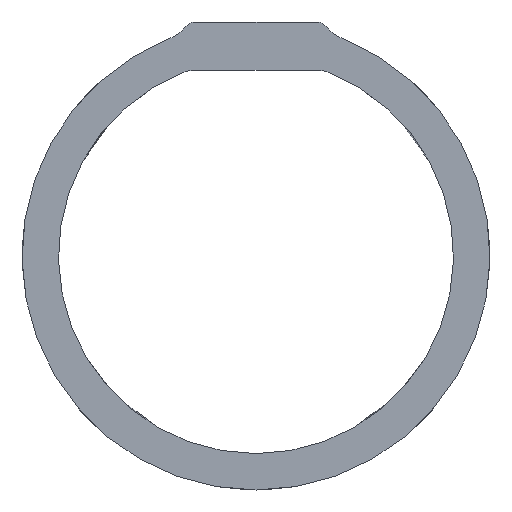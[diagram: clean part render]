
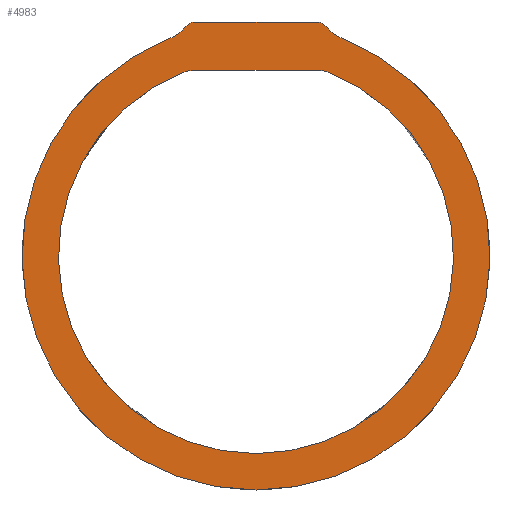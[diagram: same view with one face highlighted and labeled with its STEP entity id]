
A CAD part, front view. The second image highlights one B-rep face of the part: STEP entity #4983.
In plain terms, the highlighted planar face has unit normal (0, -1, 0).
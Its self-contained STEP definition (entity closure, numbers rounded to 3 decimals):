
#2 = AXIS2_PLACEMENT_3D ( 'NONE', #4692, #6170, #303 ) ;
#96 = VERTEX_POINT ( 'NONE', #2294 ) ;
#303 = DIRECTION ( 'NONE',  ( 0., 0., 1. ) ) ;
#328 = DIRECTION ( 'NONE',  ( 0., 1., 0. ) ) ;
#340 = EDGE_LOOP ( 'NONE', ( #6313, #2544, #5291, #3285, #4263, #5180, #842 ) ) ;
#394 = DIRECTION ( 'NONE',  ( 0., 0., 1. ) ) ;
#587 = ORIENTED_EDGE ( 'NONE', *, *, #1128, .T. ) ;
#656 = VERTEX_POINT ( 'NONE', #1155 ) ;
#661 = DIRECTION ( 'NONE',  ( 0., 1., 0. ) ) ;
#692 = VECTOR ( 'NONE', #4454, 1000. ) ;
#749 = CARTESIAN_POINT ( 'NONE',  ( 26.157, 0., 66.006 ) ) ;
#750 = VERTEX_POINT ( 'NONE', #2310 ) ;
#771 = CIRCLE ( 'NONE', #4151, 61. ) ;
#775 = CARTESIAN_POINT ( 'NONE',  ( -15.915, 0., 58. ) ) ;
#842 = ORIENTED_EDGE ( 'NONE', *, *, #4786, .T. ) ;
#932 = ORIENTED_EDGE ( 'NONE', *, *, #5818, .F. ) ;
#1051 = VERTEX_POINT ( 'NONE', #5372 ) ;
#1095 = DIRECTION ( 'NONE',  ( 0., 1., 0. ) ) ;
#1116 = CIRCLE ( 'NONE', #4712, 10. ) ;
#1128 = EDGE_CURVE ( 'NONE', #4683, #3367, #5780, .T. ) ;
#1138 = VERTEX_POINT ( 'NONE', #5975 ) ;
#1155 = CARTESIAN_POINT ( 'NONE',  ( 18.278, 0., 59.848 ) ) ;
#1227 = CARTESIAN_POINT ( 'NONE',  ( -26.157, 0., 66.006 ) ) ;
#1382 = CIRCLE ( 'NONE', #3528, 10. ) ;
#1493 = EDGE_CURVE ( 'NONE', #5622, #656, #5760, .T. ) ;
#1544 = CARTESIAN_POINT ( 'NONE',  ( 15.651, 0., 48.436 ) ) ;
#1647 = DIRECTION ( 'NONE',  ( 0., 1., 0. ) ) ;
#1695 = AXIS2_PLACEMENT_3D ( 'NONE', #4208, #4726, #4689 ) ;
#1707 = CARTESIAN_POINT ( 'NONE',  ( -15.651, 0., 38.436 ) ) ;
#1858 = LINE ( 'NONE', #3849, #5862 ) ;
#1875 = DIRECTION ( 'NONE',  ( 0., 0., 1. ) ) ;
#1927 = LINE ( 'NONE', #5388, #692 ) ;
#2148 = DIRECTION ( 'NONE',  ( 0., 1., 0. ) ) ;
#2154 = DIRECTION ( 'NONE',  ( 0., 0., 1. ) ) ;
#2164 = DIRECTION ( 'NONE',  ( 0., 0., 1. ) ) ;
#2210 = FACE_BOUND ( 'NONE', #6232, .T. ) ;
#2227 = AXIS2_PLACEMENT_3D ( 'NONE', #4723, #328, #2279 ) ;
#2279 = DIRECTION ( 'NONE',  ( 0., 0., 1. ) ) ;
#2294 = CARTESIAN_POINT ( 'NONE',  ( -18.278, 0., 59.848 ) ) ;
#2310 = CARTESIAN_POINT ( 'NONE',  ( 0., 0., -61. ) ) ;
#2340 = AXIS2_PLACEMENT_3D ( 'NONE', #4125, #661, #2164 ) ;
#2507 = ORIENTED_EDGE ( 'NONE', *, *, #5094, .T. ) ;
#2532 = CARTESIAN_POINT ( 'NONE',  ( 0., 0., 0. ) ) ;
#2544 = ORIENTED_EDGE ( 'NONE', *, *, #3818, .T. ) ;
#2570 = AXIS2_PLACEMENT_3D ( 'NONE', #749, #1647, #2154 ) ;
#2618 = CARTESIAN_POINT ( 'NONE',  ( -15.651, 0., 48.436 ) ) ;
#2644 = CIRCLE ( 'NONE', #2340, 51.5 ) ;
#2763 = PLANE ( 'NONE',  #2227 ) ;
#2764 = CIRCLE ( 'NONE', #2, 3. ) ;
#2827 = AXIS2_PLACEMENT_3D ( 'NONE', #4317, #5762, #5214 ) ;
#3027 = VERTEX_POINT ( 'NONE', #2618 ) ;
#3107 = EDGE_CURVE ( 'NONE', #3387, #1138, #1858, .T. ) ;
#3118 = DIRECTION ( 'NONE',  ( 0., 0., 1. ) ) ;
#3220 = CARTESIAN_POINT ( 'NONE',  ( -19.423, 0., 47.697 ) ) ;
#3285 = ORIENTED_EDGE ( 'NONE', *, *, #3481, .F. ) ;
#3332 = CIRCLE ( 'NONE', #1695, 10. ) ;
#3367 = VERTEX_POINT ( 'NONE', #3220 ) ;
#3387 = VERTEX_POINT ( 'NONE', #6046 ) ;
#3481 = EDGE_CURVE ( 'NONE', #750, #1051, #4664, .T. ) ;
#3527 = DIRECTION ( 'NONE',  ( 0., 0., 1. ) ) ;
#3528 = AXIS2_PLACEMENT_3D ( 'NONE', #1707, #2148, #5041 ) ;
#3554 = ORIENTED_EDGE ( 'NONE', *, *, #3720, .T. ) ;
#3633 = CIRCLE ( 'NONE', #4450, 3. ) ;
#3652 = ORIENTED_EDGE ( 'NONE', *, *, #3827, .T. ) ;
#3681 = EDGE_CURVE ( 'NONE', #5622, #750, #771, .T. ) ;
#3720 = EDGE_CURVE ( 'NONE', #3367, #3027, #1382, .T. ) ;
#3818 = EDGE_CURVE ( 'NONE', #1138, #96, #3633, .T. ) ;
#3827 = EDGE_CURVE ( 'NONE', #4602, #6043, #3332, .T. ) ;
#3849 = CARTESIAN_POINT ( 'NONE',  ( 0., 0., 61. ) ) ;
#4015 = DIRECTION ( 'NONE',  ( 0., 1., 0. ) ) ;
#4113 = CARTESIAN_POINT ( 'NONE',  ( 0., 0., -51.5 ) ) ;
#4125 = CARTESIAN_POINT ( 'NONE',  ( 0., 0., 0. ) ) ;
#4151 = AXIS2_PLACEMENT_3D ( 'NONE', #2532, #4015, #3527 ) ;
#4208 = CARTESIAN_POINT ( 'NONE',  ( 15.651, 0., 38.436 ) ) ;
#4263 = ORIENTED_EDGE ( 'NONE', *, *, #3681, .F. ) ;
#4317 = CARTESIAN_POINT ( 'NONE',  ( 0., 0., 0. ) ) ;
#4450 = AXIS2_PLACEMENT_3D ( 'NONE', #775, #5685, #394 ) ;
#4454 = DIRECTION ( 'NONE',  ( -1., 0., 0. ) ) ;
#4579 = CARTESIAN_POINT ( 'NONE',  ( 19.423, 0., 47.697 ) ) ;
#4597 = CARTESIAN_POINT ( 'NONE',  ( 0., 0., 0. ) ) ;
#4602 = VERTEX_POINT ( 'NONE', #1544 ) ;
#4664 = CIRCLE ( 'NONE', #2827, 61. ) ;
#4683 = VERTEX_POINT ( 'NONE', #4113 ) ;
#4689 = DIRECTION ( 'NONE',  ( 0., 0., 1. ) ) ;
#4692 = CARTESIAN_POINT ( 'NONE',  ( 15.915, 0., 58. ) ) ;
#4712 = AXIS2_PLACEMENT_3D ( 'NONE', #1227, #5623, #1875 ) ;
#4723 = CARTESIAN_POINT ( 'NONE',  ( 0., 0., 0. ) ) ;
#4725 = EDGE_CURVE ( 'NONE', #96, #1051, #1116, .T. ) ;
#4726 = DIRECTION ( 'NONE',  ( 0., 1., 0. ) ) ;
#4786 = EDGE_CURVE ( 'NONE', #656, #3387, #2764, .T. ) ;
#4836 = DIRECTION ( 'NONE',  ( -1., 0., 0. ) ) ;
#4983 = ADVANCED_FACE ( 'NONE', ( #6227, #2210 ), #2763, .F. ) ;
#5041 = DIRECTION ( 'NONE',  ( 0., 0., 1. ) ) ;
#5094 = EDGE_CURVE ( 'NONE', #6043, #4683, #2644, .T. ) ;
#5180 = ORIENTED_EDGE ( 'NONE', *, *, #1493, .T. ) ;
#5214 = DIRECTION ( 'NONE',  ( 0., 0., 1. ) ) ;
#5291 = ORIENTED_EDGE ( 'NONE', *, *, #4725, .T. ) ;
#5372 = CARTESIAN_POINT ( 'NONE',  ( -22.473, 0., 56.71 ) ) ;
#5388 = CARTESIAN_POINT ( 'NONE',  ( 0., 0., 48.436 ) ) ;
#5521 = CARTESIAN_POINT ( 'NONE',  ( 22.473, 0., 56.71 ) ) ;
#5622 = VERTEX_POINT ( 'NONE', #5521 ) ;
#5623 = DIRECTION ( 'NONE',  ( 0., 1., 0. ) ) ;
#5685 = DIRECTION ( 'NONE',  ( 0., -1., 0. ) ) ;
#5760 = CIRCLE ( 'NONE', #2570, 10. ) ;
#5762 = DIRECTION ( 'NONE',  ( 0., 1., 0. ) ) ;
#5780 = CIRCLE ( 'NONE', #5875, 51.5 ) ;
#5818 = EDGE_CURVE ( 'NONE', #4602, #3027, #1927, .T. ) ;
#5862 = VECTOR ( 'NONE', #4836, 1000. ) ;
#5875 = AXIS2_PLACEMENT_3D ( 'NONE', #4597, #1095, #3118 ) ;
#5975 = CARTESIAN_POINT ( 'NONE',  ( -15.915, 0., 61. ) ) ;
#6043 = VERTEX_POINT ( 'NONE', #4579 ) ;
#6046 = CARTESIAN_POINT ( 'NONE',  ( 15.915, 0., 61. ) ) ;
#6170 = DIRECTION ( 'NONE',  ( 0., -1., 0. ) ) ;
#6227 = FACE_OUTER_BOUND ( 'NONE', #340, .T. ) ;
#6232 = EDGE_LOOP ( 'NONE', ( #932, #3652, #2507, #587, #3554 ) ) ;
#6313 = ORIENTED_EDGE ( 'NONE', *, *, #3107, .T. ) ;
